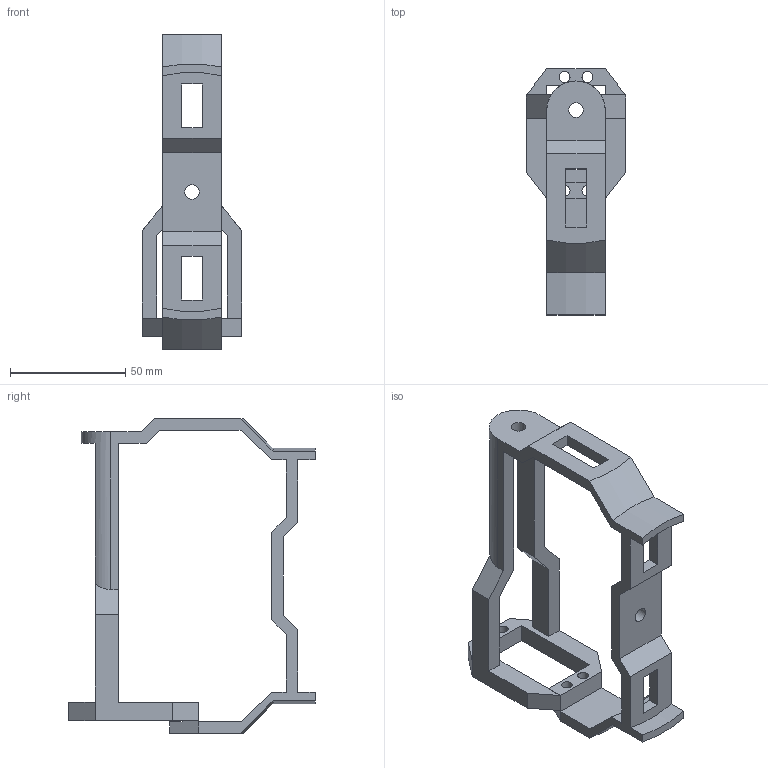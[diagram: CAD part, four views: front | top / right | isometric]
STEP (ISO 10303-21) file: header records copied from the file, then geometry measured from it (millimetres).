
FILE_DESCRIPTION(/* description */ (''),/* implementation_level */ '2;1');
FILE_NAME(/* name */ 'Joint 4.step',/* time_stamp */ '2023-08-21T18:58:08-04:00',/* author */ (''),/* organization */ (''),/* preprocessor_version */ 'ST-DEVELOPER v20',/* originating_system */ 'Autodesk Translation Framework v12.9.0.99',/* authorisation */ '');
FILE_SCHEMA (('AUTOMOTIVE_DESIGN { 1 0 10303 214 3 1 1 }'));
Length unit declared in the file: inch
Products named in the file (1): Framebar
Bounding box: 43.18 x 107.07 x 136.8 mm (x, y, z)
Volume: 52595.3 mm3; surface area: 29226.1 mm2
Topology: 1 solids, 1 shells, 90 faces, 271 edges, 180 vertices
Faces by surface type: plane 73, cylinder 13, bspline 2, cone 2
Full cylindrical faces by diameter (mm): 4.699 x4, 6.35 x2
Entity records: 3112 total; most frequent: CARTESIAN_POINT 608, ORIENTED_EDGE 542, DIRECTION 463, EDGE_CURVE 271, LINE 233, VECTOR 233, VERTEX_POINT 180, AXIS2_PLACEMENT_3D 115
